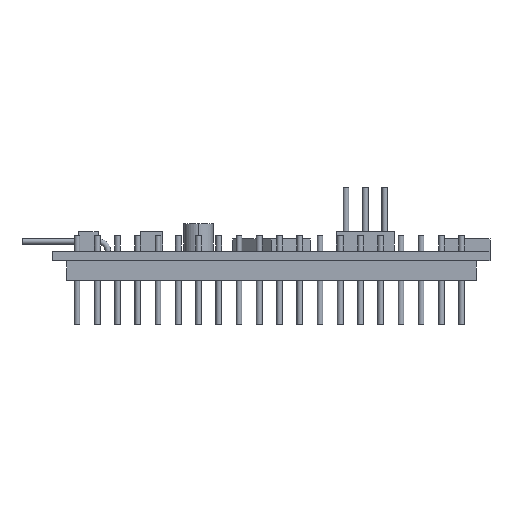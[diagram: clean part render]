
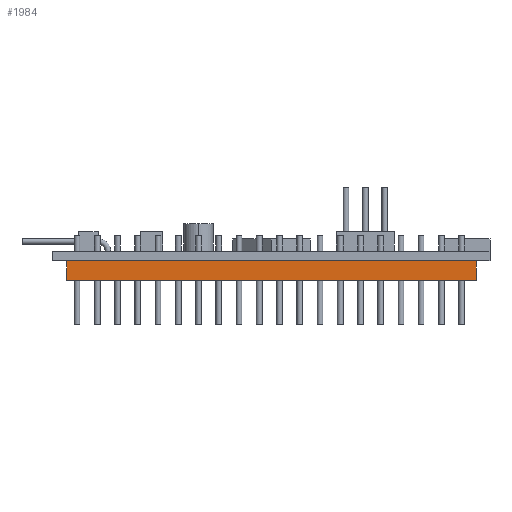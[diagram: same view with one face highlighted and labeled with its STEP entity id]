
A CAD part, left-side view. The second image highlights one B-rep face of the part: STEP entity #1984.
In plain terms, the highlighted planar face has unit normal (-1, 0, 0).
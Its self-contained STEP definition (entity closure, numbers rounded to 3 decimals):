
#1185=CARTESIAN_POINT('',(-8.4,21.429,0.));
#1186=VERTEX_POINT('',#1185);
#1193=CARTESIAN_POINT('',(-8.4,-29.171,0.));
#1194=VERTEX_POINT('',#1193);
#1195=CARTESIAN_POINT('',(-8.4,-29.171,0.));
#1196=DIRECTION('',(0.,1.,0.));
#1197=VECTOR('',#1196,50.6);
#1198=LINE('',#1195,#1197);
#1199=EDGE_CURVE('',#1194,#1186,#1198,.T.);
#1942=CARTESIAN_POINT('',(-8.4,-29.171,-2.4));
#1943=VERTEX_POINT('',#1942);
#1944=CARTESIAN_POINT('',(-8.4,-29.171,-2.4));
#1945=DIRECTION('',(0.,0.,1.));
#1946=VECTOR('',#1945,2.4);
#1947=LINE('',#1944,#1946);
#1948=EDGE_CURVE('',#1943,#1194,#1947,.T.);
#1961=CARTESIAN_POINT('',(-8.4,21.429,-2.4));
#1962=DIRECTION('',(1.,0.,0.));
#1963=DIRECTION('',(0.,0.,-1.));
#1964=AXIS2_PLACEMENT_3D('',#1961,#1962,#1963);
#1965=PLANE('',#1964);
#1966=ORIENTED_EDGE('',*,*,#1199,.T.);
#1967=CARTESIAN_POINT('',(-8.4,21.429,-2.4));
#1968=VERTEX_POINT('',#1967);
#1969=CARTESIAN_POINT('',(-8.4,21.429,-2.4));
#1970=DIRECTION('',(0.,0.,1.));
#1971=VECTOR('',#1970,2.4);
#1972=LINE('',#1969,#1971);
#1973=EDGE_CURVE('',#1968,#1186,#1972,.T.);
#1974=ORIENTED_EDGE('',*,*,#1973,.F.);
#1975=CARTESIAN_POINT('',(-8.4,-29.171,-2.4));
#1976=DIRECTION('',(0.,1.,0.));
#1977=VECTOR('',#1976,50.6);
#1978=LINE('',#1975,#1977);
#1979=EDGE_CURVE('',#1943,#1968,#1978,.T.);
#1980=ORIENTED_EDGE('',*,*,#1979,.F.);
#1981=ORIENTED_EDGE('',*,*,#1948,.T.);
#1982=EDGE_LOOP('',(#1966,#1974,#1980,#1981));
#1983=FACE_BOUND('',#1982,.T.);
#1984=ADVANCED_FACE('',(#1983),#1965,.F.);
